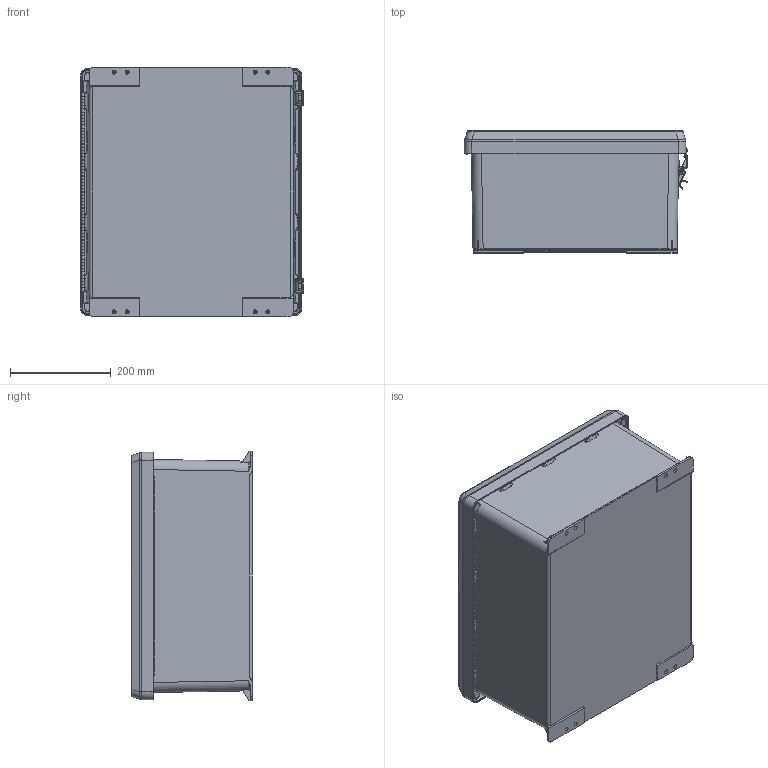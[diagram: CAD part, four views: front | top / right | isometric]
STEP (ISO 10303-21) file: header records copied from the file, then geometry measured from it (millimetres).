
FILE_DESCRIPTION (( 'STEP AP214' ), '1' );
FILE_NAME ('NBB181608.STEP', '2018-02-12T19:49:57', ( '' ), ( '' ), 'SwSTEP 2.0', 'SolidWorks 2017', '' );
FILE_SCHEMA (( 'AUTOMOTIVE_DESIGN' ));
Length unit declared in the file: inch
Products named in the file (6): NB181608-DoorClasp-2; NB181608-DoorClasp-1; NBB181608-Lid; NB181608-Hinge; NBB181608-Box; NBB181608
Assembly tree (8 placements, depth 2):
  NBB181608
    NBB181608-Box
    NB181608-Hinge  x2
    NBB181608-Lid
    NB181608-DoorClasp-1  x2
    NB181608-DoorClasp-2  x2
Bounding box: 443.47 x 241.82 x 495 mm (x, y, z)
Volume: 3088646.9 mm3; surface area: 1801652.4 mm2
Topology: 14 solids, 14 shells, 1418 faces, 3782 edges, 2406 vertices
Faces by surface type: plane 608, cylinder 554, bspline 168, cone 52, torus 36
Full cylindrical faces by diameter (mm): 3.15 x4, 3.175 x20, 3.302 x4, 4.064 x4, 5.7 x2, 6.5 x4, 7.5 x4, 8 x8, 11.024 x2
Entity records: 39507 total; most frequent: CARTESIAN_POINT 15544, ORIENTED_EDGE 5154, DIRECTION 4195, EDGE_CURVE 2577, VERTEX_POINT 1655, AXIS2_PLACEMENT_3D 1422, LINE 1351, VECTOR 1351
